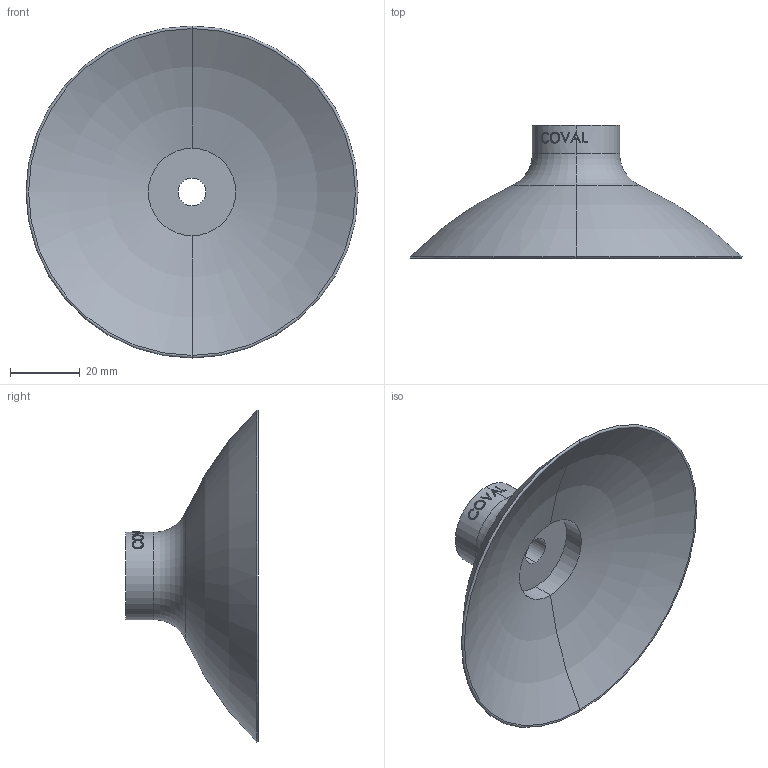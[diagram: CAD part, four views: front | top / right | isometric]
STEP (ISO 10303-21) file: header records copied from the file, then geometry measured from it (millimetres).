
FILE_DESCRIPTION(('STEP AP214'),'1');
FILE_NAME('COVAL_VP95SIT5.stp','2017-12-27T16:19:01',('TraceParts'),('TraceParts S.A.'),'Spatial InterOp 3D',' ',' ');
FILE_SCHEMA(('automotive_design'));
Length unit declared in the file: millimetre
Products named in the file (1): COVAL_VP95SIT5
Bounding box: 95 x 38 x 95 mm (x, y, z)
Volume: 46338.7 mm3; surface area: 18268.7 mm2
Topology: 1 solids, 1 shells, 68 faces, 171 edges, 110 vertices
Faces by surface type: bspline 29, plane 16, cylinder 15, torus 8
Entity records: 7278 total; most frequent: CARTESIAN_POINT 5314, ORIENTED_EDGE 342, DIRECTION 206, EDGE_CURVE 171, VERTEX_POINT 110, B_SPLINE_CURVE_WITH_KNOTS 97, AXIS2_PLACEMENT_3D 92, EDGE_LOOP 75
